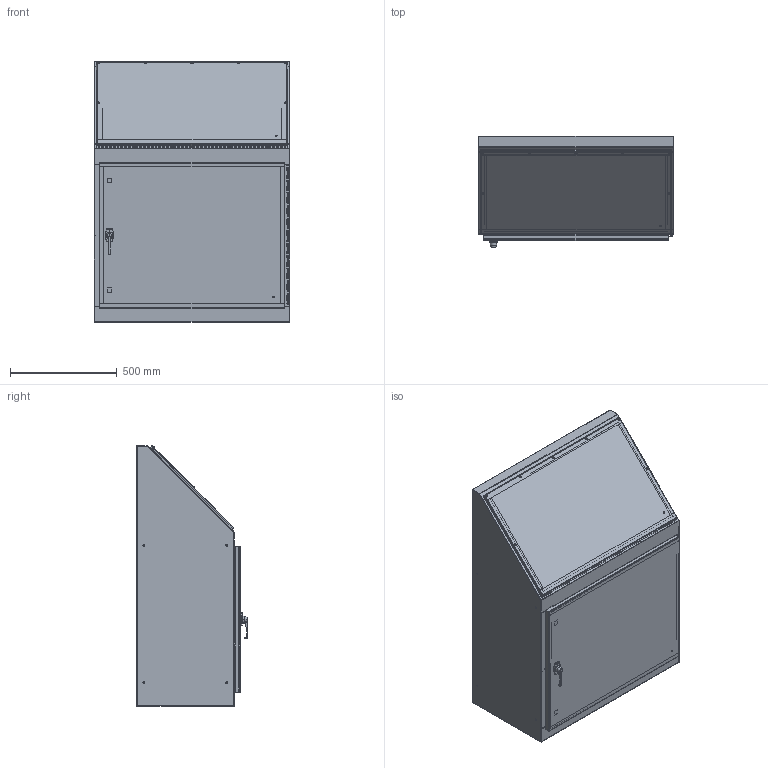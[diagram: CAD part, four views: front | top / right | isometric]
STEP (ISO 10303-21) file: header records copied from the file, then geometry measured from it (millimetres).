
FILE_DESCRIPTION (( 'STEP AP203' ), '1' );
FILE_NAME ('1471C36_Default.step', '2019-11-12T15:40:58', ( '' ), ( '' ), 'SwSTEP 2.0', 'SolidWorks 2019', '' );
FILE_SCHEMA (( 'CONFIG_CONTROL_DESIGN' ));
Length unit declared in the file: inch
Products named in the file (1): 1471C36_Default
Bounding box: 914.4 x 519.81 x 1219.2 mm (x, y, z)
Volume: 11235429.9 mm3; surface area: 11127261.2 mm2
Topology: 113 solids, 113 shells, 2579 faces, 6565 edges, 4265 vertices
Faces by surface type: plane 1268, cylinder 1048, bspline 214, cone 45, torus 4
Entity records: 86195 total; most frequent: CARTESIAN_POINT 23188, ORIENTED_EDGE 13112, DIRECTION 13088, EDGE_CURVE 6556, AXIS2_PLACEMENT_3D 4634, VERTEX_POINT 4265, LINE 3820, VECTOR 3820
